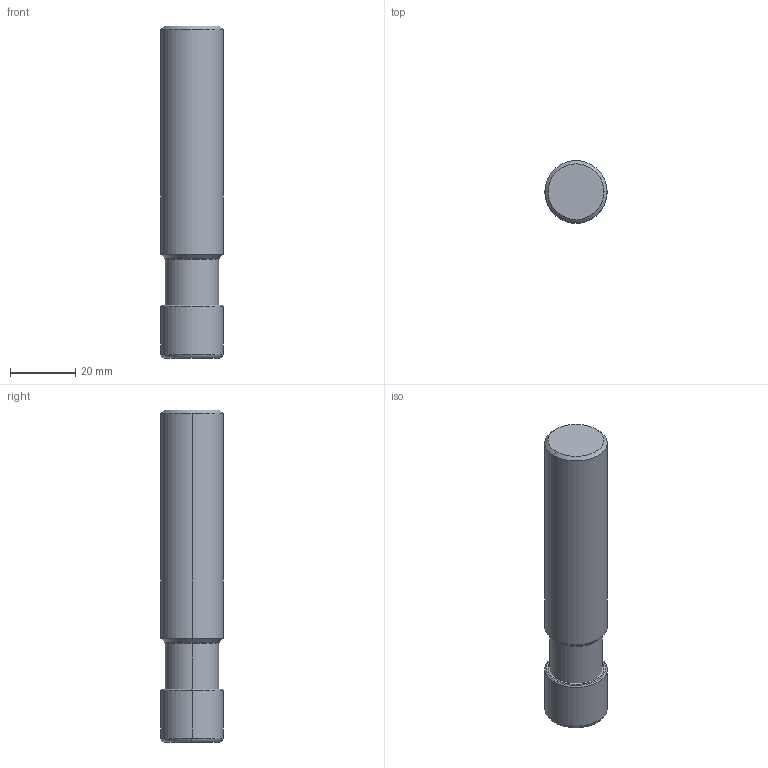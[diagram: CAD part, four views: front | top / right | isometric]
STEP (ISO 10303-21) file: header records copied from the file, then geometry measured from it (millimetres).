
FILE_DESCRIPTION(/* description */ (''),/* implementation_level */ '2;1');
FILE_NAME(/* name */ 'APX4000UR121FA12SA_IR0_047.stp',/* time_stamp */ '2021-09-08T11:43:22+09:00',/* author */ (''),/* organization */ (''),/* preprocessor_version */ 'ST-DEVELOPER v16',/* originating_system */ 'SIEMENS PLM Software NX 10.0',/* authorisation */ '');
FILE_SCHEMA (('AUTOMOTIVE_DESIGN { 1 0 10303 214 3 1 1 1 }'));
Length unit declared in the file: millimetre
Products named in the file (1): APX4000UR121FA12SA_IR0_047_ASM
Bounding box: 19.05 x 19.05 x 101.6 mm (x, y, z)
Volume: 30874.9 mm3; surface area: 7826.6 mm2
Topology: 2 solids, 2 shells, 70 faces, 160 edges, 119 vertices
Faces by surface type: revolution 26, cone 18, torus 14, cylinder 8, plane 4
Entity records: 2855 total; most frequent: CARTESIAN_POINT 1154, DIRECTION 346, ORIENTED_EDGE 276, AXIS2_PLACEMENT_3D 144, EDGE_CURVE 138, CIRCLE 89, EDGE_LOOP 72, VERTEX_POINT 72
